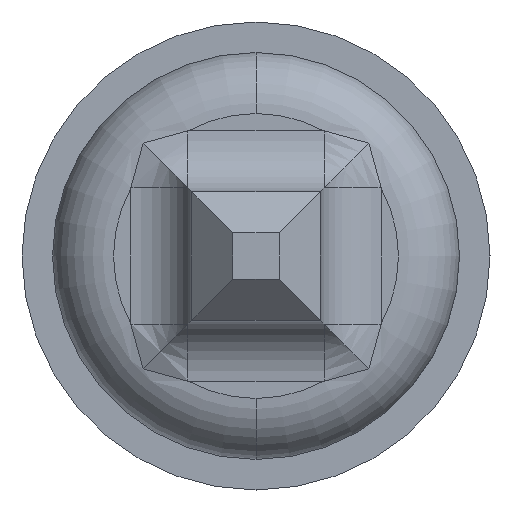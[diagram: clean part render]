
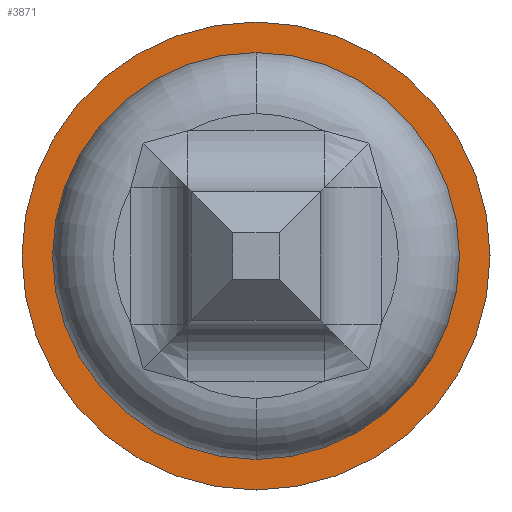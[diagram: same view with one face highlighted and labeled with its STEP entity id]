
A CAD part, front view. The second image highlights one B-rep face of the part: STEP entity #3871.
In plain terms, the highlighted planar face has unit normal (0, -1, 0).
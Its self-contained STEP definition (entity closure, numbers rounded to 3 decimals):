
#12 = ORIENTED_EDGE ( 'NONE', *, *, #3138, .F. ) ;
#237 = EDGE_CURVE ( 'Defeature ausgef�hrt1_6+Defeature ausgef�hrt1_7+Defeature ausgef�hrt1_7+Defeature ausgef�hrt1_7', #3371, #813, #1699, .T. ) ;
#437 = VERTEX_POINT ( 'NONE', #3703 ) ;
#498 = CARTESIAN_POINT ( 'NONE',  ( 0., -2., 0. ) ) ;
#533 = AXIS2_PLACEMENT_3D ( 'NONE', #699, #4217, #2115 ) ;
#699 = CARTESIAN_POINT ( 'NONE',  ( 0., -2., 0. ) ) ;
#732 = FACE_BOUND ( 'NONE', #1293, .T. ) ;
#813 = VERTEX_POINT ( 'NONE', #1554 ) ;
#822 = CARTESIAN_POINT ( 'NONE',  ( 0., -2., 0. ) ) ;
#942 = CARTESIAN_POINT ( 'NONE',  ( 0., -2., 1. ) ) ;
#1153 = DIRECTION ( 'NONE',  ( 0., 0., 1. ) ) ;
#1269 = EDGE_CURVE ( 'Defeature ausgef�hrt1_7+Defeature ausgef�hrt1_8+Defeature ausgef�hrt1_8+Defeature ausgef�hrt1_8', #437, #2434, #4141, .T. ) ;
#1293 = EDGE_LOOP ( 'NONE', ( #1625, #1454 ) ) ;
#1430 = AXIS2_PLACEMENT_3D ( 'NONE', #2318, #1965, #1994 ) ;
#1454 = ORIENTED_EDGE ( 'NONE', *, *, #1269, .T. ) ;
#1554 = CARTESIAN_POINT ( 'NONE',  ( 0., -2., -1.15 ) ) ;
#1625 = ORIENTED_EDGE ( 'NONE', *, *, #1974, .T. ) ;
#1699 = CIRCLE ( 'NONE', #3573, 1.15 ) ;
#1722 = FACE_OUTER_BOUND ( 'NONE', #1820, .T. ) ;
#1820 = EDGE_LOOP ( 'NONE', ( #2370, #12 ) ) ;
#1965 = DIRECTION ( 'NONE',  ( 0., 1., 0. ) ) ;
#1974 = EDGE_CURVE ( 'Defeature ausgef�hrt1_7+Defeature ausgef�hrt1_8+Defeature ausgef�hrt1_8+Defeature ausgef�hrt1_8', #2434, #437, #4031, .T. ) ;
#1994 = DIRECTION ( 'NONE',  ( 0., 0., 1. ) ) ;
#2115 = DIRECTION ( 'NONE',  ( 0., 0., 1. ) ) ;
#2192 = AXIS2_PLACEMENT_3D ( 'NONE', #2246, #2589, #2943 ) ;
#2246 = CARTESIAN_POINT ( 'NONE',  ( -1.15, -2., 0. ) ) ;
#2318 = CARTESIAN_POINT ( 'NONE',  ( 0., -2., 0. ) ) ;
#2370 = ORIENTED_EDGE ( 'NONE', *, *, #237, .F. ) ;
#2434 = VERTEX_POINT ( 'NONE', #942 ) ;
#2589 = DIRECTION ( 'NONE',  ( 0., -1., 0. ) ) ;
#2923 = PLANE ( 'NONE',  #2192 ) ;
#2943 = DIRECTION ( 'NONE',  ( 0., 0., -1. ) ) ;
#2966 = DIRECTION ( 'NONE',  ( 0., 1., 0. ) ) ;
#3036 = CIRCLE ( 'NONE', #533, 1.15 ) ;
#3138 = EDGE_CURVE ( 'Defeature ausgef�hrt1_6+Defeature ausgef�hrt1_7+Defeature ausgef�hrt1_7+Defeature ausgef�hrt1_7', #813, #3371, #3036, .T. ) ;
#3290 = DIRECTION ( 'NONE',  ( 0., 0., 1. ) ) ;
#3358 = CARTESIAN_POINT ( 'NONE',  ( 0., -2., 1.15 ) ) ;
#3371 = VERTEX_POINT ( 'NONE', #3358 ) ;
#3511 = AXIS2_PLACEMENT_3D ( 'NONE', #822, #4002, #3290 ) ;
#3573 = AXIS2_PLACEMENT_3D ( 'NONE', #498, #2966, #1153 ) ;
#3703 = CARTESIAN_POINT ( 'NONE',  ( 0., -2., -1. ) ) ;
#3871 = ADVANCED_FACE ( 'Defeature ausgef�hrt1_7', ( #732, #1722 ), #2923, .T. ) ;
#4002 = DIRECTION ( 'NONE',  ( 0., 1., 0. ) ) ;
#4031 = CIRCLE ( 'NONE', #1430, 1. ) ;
#4141 = CIRCLE ( 'NONE', #3511, 1. ) ;
#4217 = DIRECTION ( 'NONE',  ( 0., 1., 0. ) ) ;
